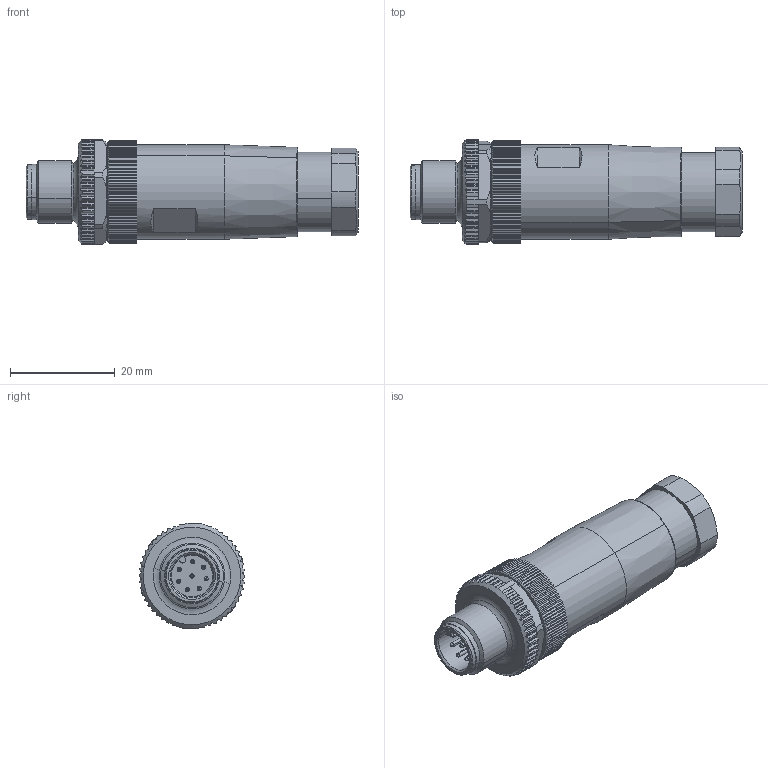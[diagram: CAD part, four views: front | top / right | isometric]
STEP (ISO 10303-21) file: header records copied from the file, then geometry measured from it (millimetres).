
FILE_DESCRIPTION((''),'2;1');
FILE_NAME('CAD-8058','2021-11-19T10:43:59',('creinig-se'),(''),'CREO PARAMETRIC BY PTC INC, 2019292','CREO PARAMETRIC BY PTC INC, 2019292','');
FILE_SCHEMA(('CONFIG_CONTROL_DESIGN','SHAPE_APPEARANCE_LAYERS_GROUPS'));
Length unit declared in the file: millimetre
Products named in the file (1): CAD-8058
Bounding box: 63.3 x 20.2 x 20.2 mm (x, y, z)
Volume: 13676.1 mm3; surface area: 5243.2 mm2
Topology: 1 solids, 2 shells, 654 faces, 1910 edges, 1277 vertices
Faces by surface type: plane 359, cylinder 245, cone 26, bspline 16, torus 8
Entity records: 29960 total; most frequent: CARTESIAN_POINT 6612, ORIENTED_EDGE 3820, DIRECTION 3220, PRESENTATION_STYLE_ASSIGNMENT 1967, STYLED_ITEM 1911, CURVE_STYLE 1910, EDGE_CURVE 1910, VERTEX_POINT 1277
